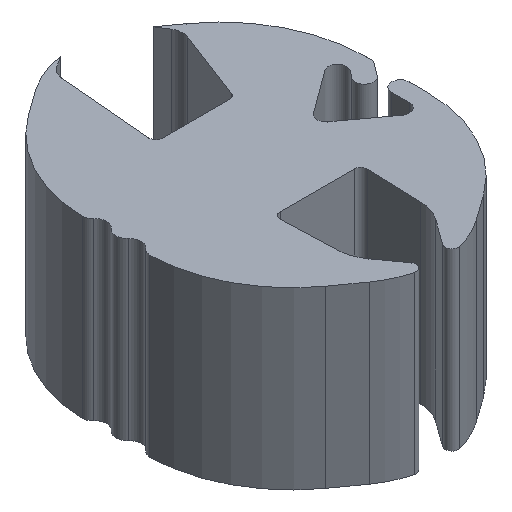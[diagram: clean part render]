
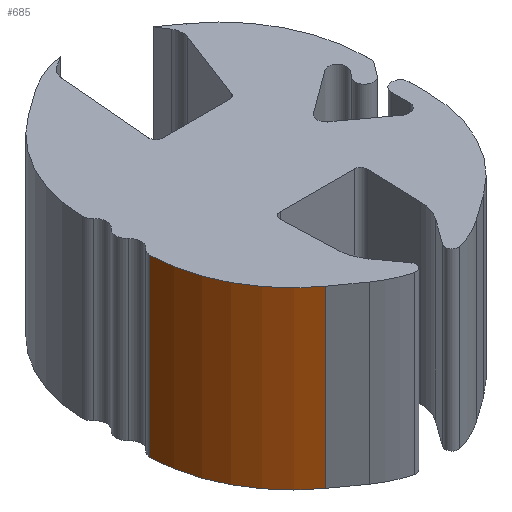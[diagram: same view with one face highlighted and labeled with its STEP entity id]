
A CAD part, isometric view. The second image highlights one B-rep face of the part: STEP entity #685.
In plain terms, the highlighted cylindrical face has radius 8.332 mm (diameter 16.663 mm), a partial arc.
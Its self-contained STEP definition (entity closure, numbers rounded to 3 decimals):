
#137 = EDGE_LOOP ( 'NONE', ( #221, #371, #370, #366 ) ) ;
#153 = CIRCLE ( 'NONE', #623, 8.331 ) ;
#221 = ORIENTED_EDGE ( 'NONE', *, *, #492, .F. ) ;
#300 = CIRCLE ( 'NONE', #614, 8.331 ) ;
#366 = ORIENTED_EDGE ( 'NONE', *, *, #537, .T. ) ;
#370 = ORIENTED_EDGE ( 'NONE', *, *, #481, .F. ) ;
#371 = ORIENTED_EDGE ( 'NONE', *, *, #535, .T. ) ;
#481 = EDGE_CURVE ( 'NONE', #1677, #1686, #300, .T. ) ;
#492 = EDGE_CURVE ( 'NONE', #1704, #1685, #153, .T. ) ;
#535 = EDGE_CURVE ( 'NONE', #1704, #1686, #1391, .T. ) ;
#537 = EDGE_CURVE ( 'NONE', #1677, #1685, #1389, .T. ) ;
#614 = AXIS2_PLACEMENT_3D ( 'NONE', #1006, #1014, #1015 ) ;
#623 = AXIS2_PLACEMENT_3D ( 'NONE', #1041, #1048, #1049 ) ;
#685 = ADVANCED_FACE ( 'NONE', ( #1572 ), #1566, .T. ) ;
#849 = DIRECTION ( 'NONE',  ( 1., 0., 0. ) ) ;
#850 = DIRECTION ( 'NONE',  ( 0., 0., 1. ) ) ;
#851 = CARTESIAN_POINT ( 'NONE',  ( 0.331, -5.2, -31.401 ) ) ;
#956 = CARTESIAN_POINT ( 'NONE',  ( -4.51, -11.981, -5. ) ) ;
#964 = CARTESIAN_POINT ( 'NONE',  ( -4.51, -11.981, 5. ) ) ;
#965 = CARTESIAN_POINT ( 'NONE',  ( -7.997, -5.413, -5. ) ) ;
#983 = CARTESIAN_POINT ( 'NONE',  ( -7.997, -5.413, 5. ) ) ;
#1006 = CARTESIAN_POINT ( 'NONE',  ( 0.331, -5.2, -5. ) ) ;
#1014 = DIRECTION ( 'NONE',  ( 0., 0., -1. ) ) ;
#1015 = DIRECTION ( 'NONE',  ( 1., 0., 0. ) ) ;
#1041 = CARTESIAN_POINT ( 'NONE',  ( 0.331, -5.2, 5. ) ) ;
#1048 = DIRECTION ( 'NONE',  ( 0., 0., 1. ) ) ;
#1049 = DIRECTION ( 'NONE',  ( 1., 0., 0. ) ) ;
#1144 = CARTESIAN_POINT ( 'NONE',  ( -7.997, -5.413, 0. ) ) ;
#1154 = DIRECTION ( 'NONE',  ( 0., 0., -1. ) ) ;
#1155 = CARTESIAN_POINT ( 'NONE',  ( -4.51, -11.981, -31.401 ) ) ;
#1158 = DIRECTION ( 'NONE',  ( 0., 0., 1. ) ) ;
#1357 = AXIS2_PLACEMENT_3D ( 'NONE', #851, #850, #849 ) ;
#1389 = LINE ( 'NONE', #1155, #1399 ) ;
#1391 = LINE ( 'NONE', #1144, #1395 ) ;
#1395 = VECTOR ( 'NONE', #1154, 1000. ) ;
#1399 = VECTOR ( 'NONE', #1158, 1000. ) ;
#1566 = CYLINDRICAL_SURFACE ( 'NONE', #1357, 8.331 ) ;
#1572 = FACE_OUTER_BOUND ( 'NONE', #137, .T. ) ;
#1677 = VERTEX_POINT ( 'NONE', #956 ) ;
#1685 = VERTEX_POINT ( 'NONE', #964 ) ;
#1686 = VERTEX_POINT ( 'NONE', #965 ) ;
#1704 = VERTEX_POINT ( 'NONE', #983 ) ;
